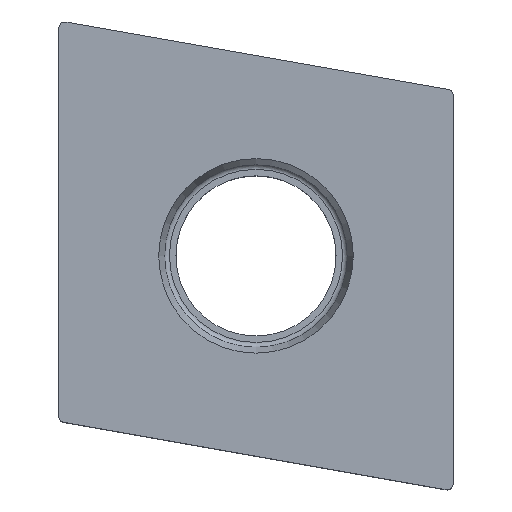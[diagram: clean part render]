
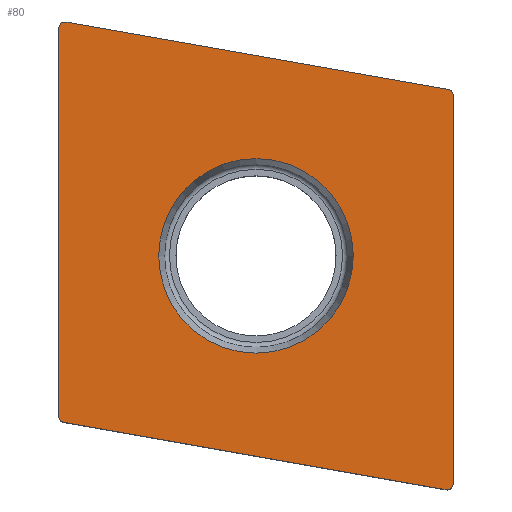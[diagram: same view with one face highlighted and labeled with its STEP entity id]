
A CAD part, top view. The second image highlights one B-rep face of the part: STEP entity #80.
In plain terms, the highlighted planar face has unit normal (0, 0, 1).
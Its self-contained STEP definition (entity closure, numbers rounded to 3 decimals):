
#45=PLANE('',#350);
#61=FACE_BOUND('',#117,.T.);
#62=FACE_BOUND('',#118,.T.);
#80=ADVANCED_FACE('',(#61,#62),#45,.F.);
#117=EDGE_LOOP('',(#183));
#118=EDGE_LOOP('',(#184,#185,#186,#187,#188,#189,#190,#191));
#122=CIRCLE('',#320,0.198);
#124=CIRCLE('',#323,0.198);
#128=CIRCLE('',#330,0.198);
#130=CIRCLE('',#335,3.132);
#133=CIRCLE('',#341,0.198);
#183=ORIENTED_EDGE('',*,*,#244,.T.);
#184=ORIENTED_EDGE('',*,*,#228,.F.);
#185=ORIENTED_EDGE('',*,*,#253,.F.);
#186=ORIENTED_EDGE('',*,*,#250,.T.);
#187=ORIENTED_EDGE('',*,*,#248,.F.);
#188=ORIENTED_EDGE('',*,*,#232,.F.);
#189=ORIENTED_EDGE('',*,*,#242,.F.);
#190=ORIENTED_EDGE('',*,*,#239,.T.);
#191=ORIENTED_EDGE('',*,*,#237,.F.);
#201=VERTEX_POINT('',#490);
#204=VERTEX_POINT('',#495);
#205=VERTEX_POINT('',#499);
#208=VERTEX_POINT('',#504);
#211=VERTEX_POINT('',#513);
#214=VERTEX_POINT('',#521);
#216=VERTEX_POINT('',#531);
#218=VERTEX_POINT('',#537);
#221=VERTEX_POINT('',#545);
#228=EDGE_CURVE('',#204,#201,#122,.T.);
#232=EDGE_CURVE('',#208,#205,#124,.T.);
#237=EDGE_CURVE('',#201,#211,#263,.T.);
#239=EDGE_CURVE('',#214,#211,#128,.T.);
#242=EDGE_CURVE('',#214,#208,#266,.T.);
#244=EDGE_CURVE('',#216,#216,#130,.T.);
#248=EDGE_CURVE('',#205,#218,#269,.T.);
#250=EDGE_CURVE('',#221,#218,#133,.T.);
#253=EDGE_CURVE('',#221,#204,#272,.T.);
#263=LINE('',#516,#279);
#266=LINE('',#525,#282);
#269=LINE('',#540,#285);
#272=LINE('',#549,#288);
#279=VECTOR('',#382,1.);
#282=VECTOR('',#393,1.);
#285=VECTOR('',#410,1.);
#288=VECTOR('',#421,1.);
#320=AXIS2_PLACEMENT_3D('',#496,#362,#363);
#323=AXIS2_PLACEMENT_3D('',#505,#370,#371);
#330=AXIS2_PLACEMENT_3D('',#520,#387,#388);
#335=AXIS2_PLACEMENT_3D('',#530,#400,#401);
#341=AXIS2_PLACEMENT_3D('',#544,#415,#416);
#350=AXIS2_PLACEMENT_3D('',#560,#436,#437);
#362=DIRECTION('',(0.,0.,-1.));
#363=DIRECTION('',(-1.,0.,0.));
#370=DIRECTION('',(0.,0.,-1.));
#371=DIRECTION('',(-1.,0.,0.));
#382=DIRECTION('',(0.,1.,0.));
#387=DIRECTION('',(0.,0.,1.));
#388=DIRECTION('',(-1.,0.,0.));
#393=DIRECTION('',(0.985,-0.174,0.));
#400=DIRECTION('',(0.,0.,-1.));
#401=DIRECTION('',(-1.,0.,0.));
#410=DIRECTION('',(0.,-1.,0.));
#415=DIRECTION('',(0.,0.,1.));
#416=DIRECTION('',(-1.,0.,0.));
#421=DIRECTION('',(-0.985,0.174,0.));
#436=DIRECTION('',(0.,0.,-1.));
#437=DIRECTION('',(-1.,0.,0.));
#490=CARTESIAN_POINT('',(-6.35,-5.162,0.));
#495=CARTESIAN_POINT('',(-6.186,-5.357,0.));
#496=CARTESIAN_POINT('',(-6.152,-5.162,0.));
#499=CARTESIAN_POINT('',(6.35,5.162,0.));
#504=CARTESIAN_POINT('',(6.186,5.357,0.));
#505=CARTESIAN_POINT('',(6.152,5.162,0.));
#513=CARTESIAN_POINT('',(-6.35,7.331,0.));
#516=CARTESIAN_POINT('',(-6.35,-7.722,0.));
#520=CARTESIAN_POINT('',(-6.152,7.331,0.));
#521=CARTESIAN_POINT('',(-6.117,7.527,0.));
#525=CARTESIAN_POINT('',(8.707,4.913,0.));
#530=CARTESIAN_POINT('',(0.,0.,0.));
#531=CARTESIAN_POINT('',(-3.132,0.,0.));
#537=CARTESIAN_POINT('',(6.35,-7.331,0.));
#540=CARTESIAN_POINT('',(6.35,7.722,0.));
#544=CARTESIAN_POINT('',(6.152,-7.331,0.));
#545=CARTESIAN_POINT('',(6.117,-7.527,0.));
#549=CARTESIAN_POINT('',(-8.707,-4.913,0.));
#560=CARTESIAN_POINT('',(0.,0.,0.));
